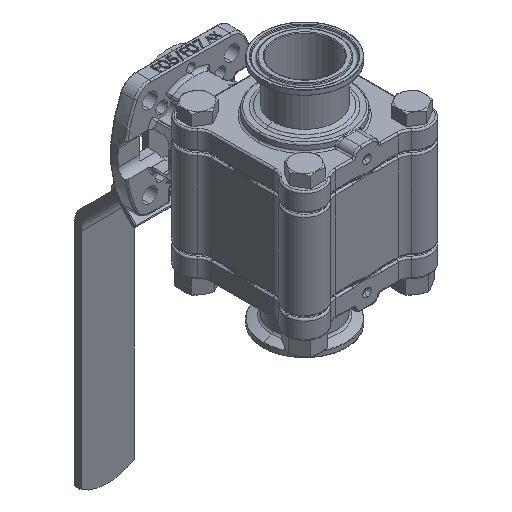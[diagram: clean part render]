
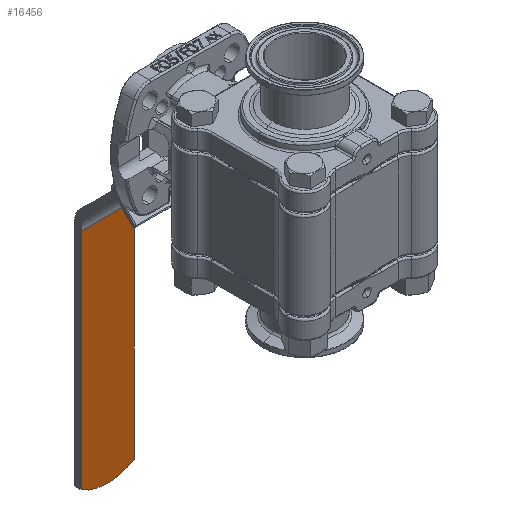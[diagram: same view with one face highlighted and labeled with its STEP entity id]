
A CAD part, isometric view. The second image highlights one B-rep face of the part: STEP entity #16456.
In plain terms, the highlighted planar face has unit normal (0, -1, 0).
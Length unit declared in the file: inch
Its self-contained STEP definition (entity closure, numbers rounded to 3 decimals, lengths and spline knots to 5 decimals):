
#1547 = AXIS2_PLACEMENT_3D ( 'NONE', #57343, #61909, #32129 ) ;
#5433 = VERTEX_POINT ( 'NONE', #51441 ) ;
#5782 = EDGE_CURVE ( 'NONE', #55949, #44591, #31843, .T. ) ;
#8470 = ORIENTED_EDGE ( 'NONE', *, *, #28049, .F. ) ;
#9398 = DIRECTION ( 'NONE',  ( 0., 1., 0. ) ) ;
#9849 = PLANE ( 'NONE',  #21511 ) ;
#14033 = LINE ( 'NONE', #28906, #16329 ) ;
#15841 = CARTESIAN_POINT ( 'NONE',  ( 0.62992, 4.68504, -8.38583 ) ) ;
#16329 = VECTOR ( 'NONE', #43389, 39.37008 ) ;
#16456 = ADVANCED_FACE ( 'NONE', ( #58376 ), #9849, .F. ) ;
#19615 = CARTESIAN_POINT ( 'NONE',  ( 0.62992, 4.68504, -2.88241 ) ) ;
#21511 = AXIS2_PLACEMENT_3D ( 'NONE', #38931, #9398, #29066 ) ;
#22117 = ORIENTED_EDGE ( 'NONE', *, *, #48844, .F. ) ;
#24093 = VECTOR ( 'NONE', #50481, 39.37008 ) ;
#28049 = EDGE_CURVE ( 'NONE', #5433, #52363, #57848, .T. ) ;
#28906 = CARTESIAN_POINT ( 'NONE',  ( -0.62992, 4.68504, -8.38583 ) ) ;
#29066 = DIRECTION ( 'NONE',  ( 0., 0., -1. ) ) ;
#30255 = LINE ( 'NONE', #15841, #24093 ) ;
#31843 = LINE ( 'NONE', #63862, #53562 ) ;
#32129 = DIRECTION ( 'NONE',  ( 0., 0., 1. ) ) ;
#33288 = ORIENTED_EDGE ( 'NONE', *, *, #52653, .T. ) ;
#36688 = CARTESIAN_POINT ( 'NONE',  ( -0.62992, 4.68504, -8.20383 ) ) ;
#38931 = CARTESIAN_POINT ( 'NONE',  ( 0.62992, 4.68504, -8.38583 ) ) ;
#43389 = DIRECTION ( 'NONE',  ( 0., 0., -1. ) ) ;
#44591 = VERTEX_POINT ( 'NONE', #48489 ) ;
#47149 = EDGE_LOOP ( 'NONE', ( #8470, #22117, #62279, #33288 ) ) ;
#48489 = CARTESIAN_POINT ( 'NONE',  ( -0.62992, 4.68504, -2.88241 ) ) ;
#48844 = EDGE_CURVE ( 'NONE', #55949, #5433, #30255, .T. ) ;
#50481 = DIRECTION ( 'NONE',  ( 0., 0., -1. ) ) ;
#51441 = CARTESIAN_POINT ( 'NONE',  ( 0.62992, 4.68504, -8.20383 ) ) ;
#52363 = VERTEX_POINT ( 'NONE', #36688 ) ;
#52653 = EDGE_CURVE ( 'NONE', #44591, #52363, #14033, .T. ) ;
#53562 = VECTOR ( 'NONE', #58669, 39.37008 ) ;
#55949 = VERTEX_POINT ( 'NONE', #19615 ) ;
#57343 = CARTESIAN_POINT ( 'NONE',  ( 0., 4.68504, -7.20472 ) ) ;
#57848 = CIRCLE ( 'NONE', #1547, 1.1811 ) ;
#58376 = FACE_OUTER_BOUND ( 'NONE', #47149, .T. ) ;
#58669 = DIRECTION ( 'NONE',  ( -1., 0., 0. ) ) ;
#61909 = DIRECTION ( 'NONE',  ( 0., 1., 0. ) ) ;
#62279 = ORIENTED_EDGE ( 'NONE', *, *, #5782, .T. ) ;
#63862 = CARTESIAN_POINT ( 'NONE',  ( 0.62992, 4.68504, -2.88241 ) ) ;
